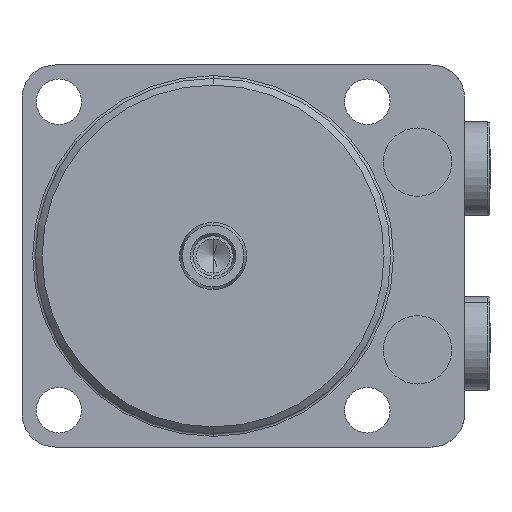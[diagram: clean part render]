
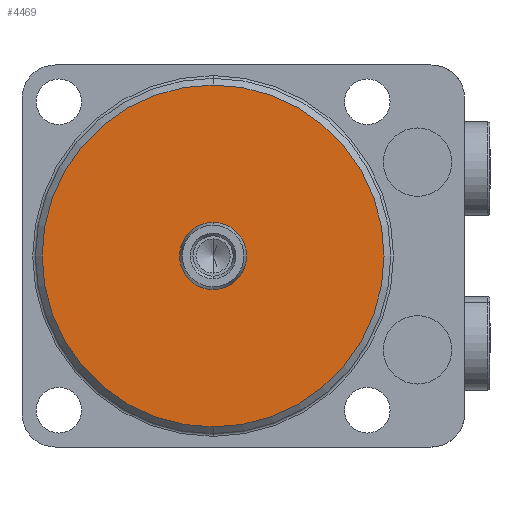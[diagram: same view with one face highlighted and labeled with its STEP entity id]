
A CAD part, front view. The second image highlights one B-rep face of the part: STEP entity #4469.
In plain terms, the highlighted planar face has unit normal (0, -1, 0).
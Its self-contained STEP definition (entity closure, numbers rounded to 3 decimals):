
#390 = CIRCLE ( 'NONE', #4809, 5. ) ;
#422 = CIRCLE ( 'NONE', #4815, 25.5 ) ;
#518 = FACE_BOUND ( 'NONE', #1614, .T. ) ;
#521 = FACE_OUTER_BOUND ( 'NONE', #2754, .T. ) ;
#1058 = ORIENTED_EDGE ( 'NONE', *, *, #5005, .T. ) ;
#1061 = ORIENTED_EDGE ( 'NONE', *, *, #5328, .T. ) ;
#1062 = ORIENTED_EDGE ( 'NONE', *, *, #4878, .T. ) ;
#1063 = ORIENTED_EDGE ( 'NONE', *, *, #5316, .T. ) ;
#1614 = EDGE_LOOP ( 'NONE', ( #1058, #1063 ) ) ;
#1795 = CARTESIAN_POINT ( 'NONE',  ( 0., 0., 25.5 ) ) ;
#1798 = CARTESIAN_POINT ( 'NONE',  ( 0., 0., -25.5 ) ) ;
#1809 = CARTESIAN_POINT ( 'NONE',  ( 0., 0., 5. ) ) ;
#1810 = CARTESIAN_POINT ( 'NONE',  ( 0., 0., -5. ) ) ;
#2191 = DIRECTION ( 'NONE',  ( 0., 0., 1. ) ) ;
#2193 = DIRECTION ( 'NONE',  ( 0., 1., 0. ) ) ;
#2194 = CARTESIAN_POINT ( 'NONE',  ( 0., 0., 0. ) ) ;
#2293 = DIRECTION ( 'NONE',  ( 0., 0., 1. ) ) ;
#2294 = DIRECTION ( 'NONE',  ( 0., -1., 0. ) ) ;
#2295 = CARTESIAN_POINT ( 'NONE',  ( 0., 0., 0. ) ) ;
#2491 = DIRECTION ( 'NONE',  ( 0., 0., 1. ) ) ;
#2493 = DIRECTION ( 'NONE',  ( 0., 1., 0. ) ) ;
#2495 = PLANE ( 'NONE',  #4869 ) ;
#2505 = CARTESIAN_POINT ( 'NONE',  ( -28.5, 0., 28.5 ) ) ;
#2754 = EDGE_LOOP ( 'NONE', ( #1062, #1061 ) ) ;
#3168 = VERTEX_POINT ( 'NONE', #1810 ) ;
#3169 = VERTEX_POINT ( 'NONE', #1809 ) ;
#3180 = VERTEX_POINT ( 'NONE', #1798 ) ;
#3183 = VERTEX_POINT ( 'NONE', #1795 ) ;
#4041 = DIRECTION ( 'NONE',  ( 0., 0., 1. ) ) ;
#4042 = DIRECTION ( 'NONE',  ( 0., -1., 0. ) ) ;
#4043 = CARTESIAN_POINT ( 'NONE',  ( 0., 0., 0. ) ) ;
#4079 = DIRECTION ( 'NONE',  ( 0., 0., 1. ) ) ;
#4080 = DIRECTION ( 'NONE',  ( 0., 1., 0. ) ) ;
#4084 = CARTESIAN_POINT ( 'NONE',  ( 0., 0., 0. ) ) ;
#4469 = ADVANCED_FACE ( 'NONE', ( #518, #521 ), #2495, .F. ) ;
#4681 = AXIS2_PLACEMENT_3D ( 'NONE', #4043, #4042, #4041 ) ;
#4689 = AXIS2_PLACEMENT_3D ( 'NONE', #4084, #4080, #4079 ) ;
#4809 = AXIS2_PLACEMENT_3D ( 'NONE', #2194, #2193, #2191 ) ;
#4815 = AXIS2_PLACEMENT_3D ( 'NONE', #2295, #2294, #2293 ) ;
#4869 = AXIS2_PLACEMENT_3D ( 'NONE', #2505, #2493, #2491 ) ;
#4878 = EDGE_CURVE ( 'NONE', #3183, #3180, #422, .T. ) ;
#5005 = EDGE_CURVE ( 'NONE', #3169, #3168, #390, .T. ) ;
#5316 = EDGE_CURVE ( 'NONE', #3168, #3169, #5560, .T. ) ;
#5328 = EDGE_CURVE ( 'NONE', #3180, #3183, #5545, .T. ) ;
#5545 = CIRCLE ( 'NONE', #4681, 25.5 ) ;
#5560 = CIRCLE ( 'NONE', #4689, 5. ) ;
